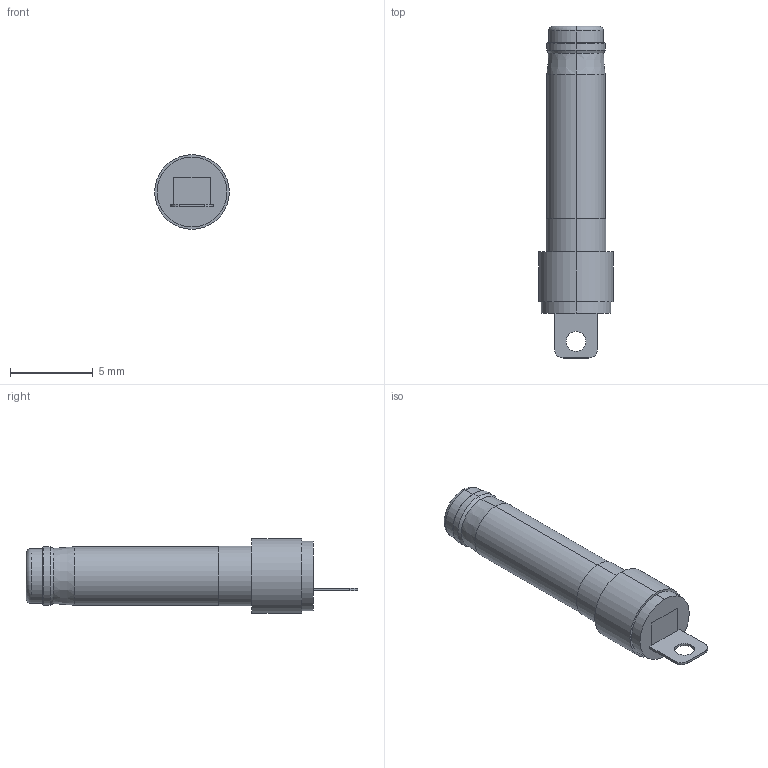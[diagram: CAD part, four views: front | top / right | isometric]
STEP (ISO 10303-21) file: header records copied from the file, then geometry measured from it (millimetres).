
FILE_DESCRIPTION (( 'STEP AP203' ), '1' );
FILE_NAME ('50-00315.step', '2016-09-15T22:38:38', ( '' ), ( '' ), 'SwSTEP 2.0', 'SolidWorks 2015', '' );
FILE_SCHEMA (( 'CONFIG_CONTROL_DESIGN' ));
Length unit declared in the file: millimetre
Products named in the file (5): 50-00315 insulator block; 50-00315 insulator; 50-00315 spring contact; 50-00315 shell; 50-00315
Assembly tree (4 placements, depth 2):
  50-00315
    50-00315 insulator block
    50-00315 insulator
    50-00315 shell
    50-00315 spring contact
Bounding box: 4.5 x 20 x 4.5 mm (x, y, z)
Volume: 156.9 mm3; surface area: 769.6 mm2
Topology: 4 solids, 4 shells, 162 faces, 385 edges, 226 vertices
Faces by surface type: plane 67, cylinder 53, cone 28, bspline 12, torus 2
Entity records: 5528 total; most frequent: CARTESIAN_POINT 1382, DIRECTION 775, ORIENTED_EDGE 754, EDGE_CURVE 377, AXIS2_PLACEMENT_3D 307, VERTEX_POINT 226, EDGE_LOOP 177, FACE_OUTER_BOUND 162
